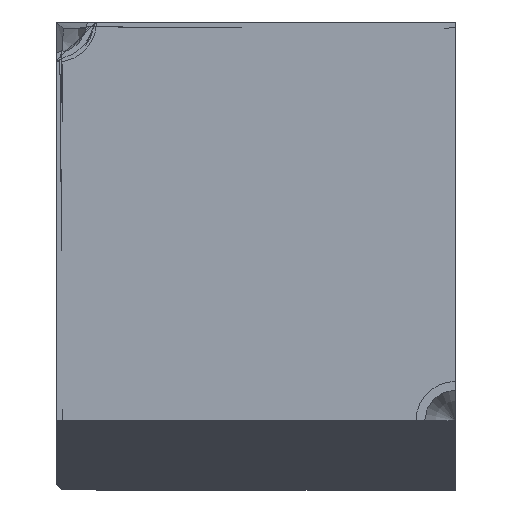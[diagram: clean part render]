
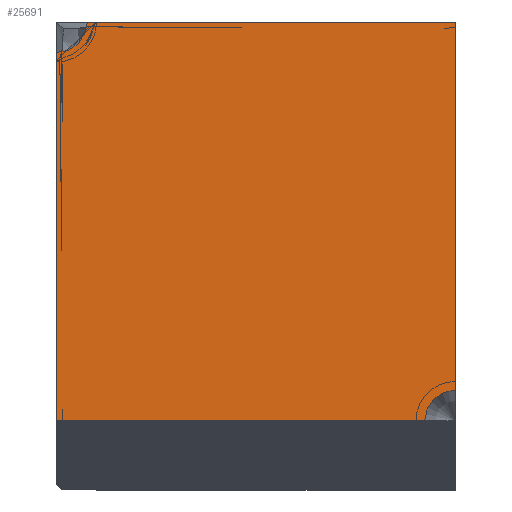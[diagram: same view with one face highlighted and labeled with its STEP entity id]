
A CAD part, top view. The second image highlights one B-rep face of the part: STEP entity #25691.
In plain terms, the highlighted planar face has unit normal (0, 0, 1).
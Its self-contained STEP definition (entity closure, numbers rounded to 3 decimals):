
#509 = ORIENTED_EDGE ( 'NONE', *, *, #14029, .T. ) ;
#593 = DIRECTION ( 'NONE',  ( 0., -1., 0. ) ) ;
#1052 = VECTOR ( 'NONE', #10770, 1000. ) ;
#1224 = VECTOR ( 'NONE', #12769, 1000. ) ;
#1822 = CARTESIAN_POINT ( 'NONE',  ( -15., 15., 1500. ) ) ;
#2372 = VERTEX_POINT ( 'NONE', #9582 ) ;
#2685 = VERTEX_POINT ( 'NONE', #59678 ) ;
#4463 = DIRECTION ( 'NONE',  ( 1., 0., 0. ) ) ;
#8559 = CARTESIAN_POINT ( 'NONE',  ( 15., -15., 1500. ) ) ;
#9151 = DIRECTION ( 'NONE',  ( 0., 0., -1. ) ) ;
#9429 = EDGE_CURVE ( 'NONE', #52925, #2685, #22942, .T. ) ;
#9582 = CARTESIAN_POINT ( 'NONE',  ( 15., 15., 1500. ) ) ;
#9814 = ORIENTED_EDGE ( 'NONE', *, *, #9429, .T. ) ;
#10770 = DIRECTION ( 'NONE',  ( -1., 0., 0. ) ) ;
#11550 = CARTESIAN_POINT ( 'NONE',  ( -15., -15., 1500. ) ) ;
#12593 = DIRECTION ( 'NONE',  ( 1., 0., 0. ) ) ;
#12610 = CIRCLE ( 'NONE', #37530, 2.298 ) ;
#12769 = DIRECTION ( 'NONE',  ( 1., 0., 0. ) ) ;
#12890 = LINE ( 'NONE', #38136, #49085 ) ;
#13386 = PLANE ( 'NONE',  #46111 ) ;
#14029 = EDGE_CURVE ( 'NONE', #38378, #52925, #25865, .T. ) ;
#14678 = CARTESIAN_POINT ( 'NONE',  ( -15., -15., 1500. ) ) ;
#15425 = VERTEX_POINT ( 'NONE', #58550 ) ;
#15711 = EDGE_CURVE ( 'NONE', #2372, #15425, #31487, .T. ) ;
#15837 = DIRECTION ( 'NONE',  ( 1., 0., 0. ) ) ;
#16891 = CARTESIAN_POINT ( 'NONE',  ( -15., 12.702, 1500. ) ) ;
#21188 = AXIS2_PLACEMENT_3D ( 'NONE', #8559, #9151, #4463 ) ;
#21990 = EDGE_LOOP ( 'NONE', ( #509, #9814, #32272, #41055, #51081, #49549 ) ) ;
#22183 = VECTOR ( 'NONE', #593, 1000. ) ;
#22942 = CIRCLE ( 'NONE', #21188, 2.298 ) ;
#23763 = EDGE_CURVE ( 'NONE', #15425, #31892, #12610, .T. ) ;
#25691 = ADVANCED_FACE ( 'NONE', ( #34151 ), #13386, .T. ) ;
#25865 = LINE ( 'NONE', #11550, #1224 ) ;
#29040 = DIRECTION ( 'NONE',  ( 0., 1., 0. ) ) ;
#31487 = LINE ( 'NONE', #42684, #1052 ) ;
#31892 = VERTEX_POINT ( 'NONE', #16891 ) ;
#32272 = ORIENTED_EDGE ( 'NONE', *, *, #49453, .T. ) ;
#34151 = FACE_OUTER_BOUND ( 'NONE', #21990, .T. ) ;
#37530 = AXIS2_PLACEMENT_3D ( 'NONE', #1822, #43480, #15837 ) ;
#38136 = CARTESIAN_POINT ( 'NONE',  ( 15., 15., 1500. ) ) ;
#38378 = VERTEX_POINT ( 'NONE', #14678 ) ;
#38930 = CARTESIAN_POINT ( 'NONE',  ( 12.702, -15., 1500. ) ) ;
#40448 = CARTESIAN_POINT ( 'NONE',  ( 0., 0., 1500. ) ) ;
#41055 = ORIENTED_EDGE ( 'NONE', *, *, #15711, .T. ) ;
#42081 = CARTESIAN_POINT ( 'NONE',  ( -15., 15., 1500. ) ) ;
#42399 = LINE ( 'NONE', #42081, #22183 ) ;
#42684 = CARTESIAN_POINT ( 'NONE',  ( -15., 15., 1500. ) ) ;
#43480 = DIRECTION ( 'NONE',  ( 0., 0., -1. ) ) ;
#46111 = AXIS2_PLACEMENT_3D ( 'NONE', #40448, #58713, #12593 ) ;
#49085 = VECTOR ( 'NONE', #29040, 1000. ) ;
#49453 = EDGE_CURVE ( 'NONE', #2685, #2372, #12890, .T. ) ;
#49549 = ORIENTED_EDGE ( 'NONE', *, *, #51483, .T. ) ;
#51081 = ORIENTED_EDGE ( 'NONE', *, *, #23763, .T. ) ;
#51483 = EDGE_CURVE ( 'NONE', #31892, #38378, #42399, .T. ) ;
#52925 = VERTEX_POINT ( 'NONE', #38930 ) ;
#58550 = CARTESIAN_POINT ( 'NONE',  ( -12.702, 15., 1500. ) ) ;
#58713 = DIRECTION ( 'NONE',  ( 0., 0., 1. ) ) ;
#59678 = CARTESIAN_POINT ( 'NONE',  ( 15., -12.702, 1500. ) ) ;
